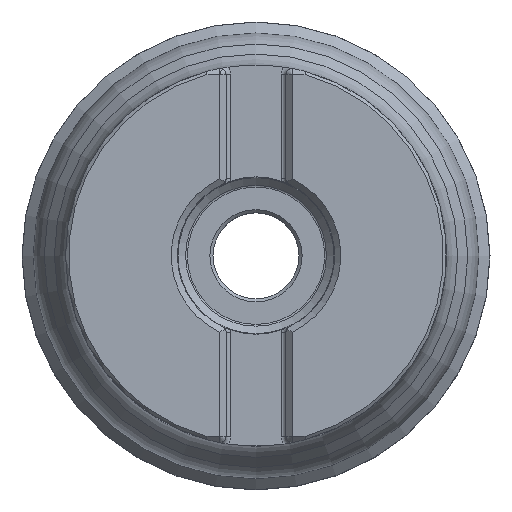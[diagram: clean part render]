
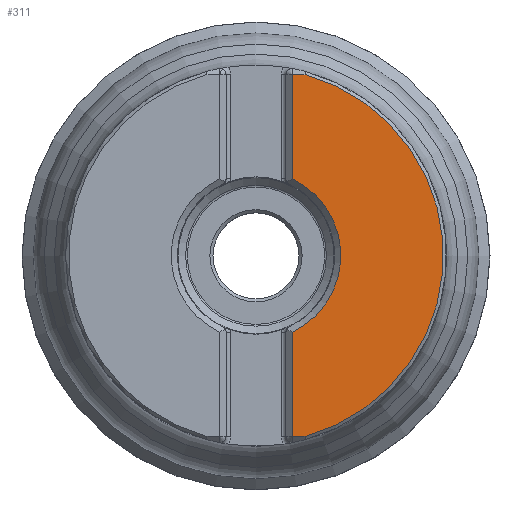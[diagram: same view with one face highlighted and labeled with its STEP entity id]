
A CAD part, top view. The second image highlights one B-rep face of the part: STEP entity #311.
In plain terms, the highlighted planar face has unit normal (0, 0, 1).
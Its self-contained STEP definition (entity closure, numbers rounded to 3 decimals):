
#62=PLANE('',#1332);
#82=FACE_OUTER_BOUND('',#525,.T.);
#168=LINE('',#2043,#220);
#169=LINE('',#2048,#221);
#170=LINE('',#2050,#222);
#171=LINE('',#2054,#223);
#220=VECTOR('',#1527,1.);
#221=VECTOR('',#1530,1.);
#222=VECTOR('',#1531,1.);
#223=VECTOR('',#1534,1.);
#311=ADVANCED_FACE('',(#82),#62,.T.);
#525=EDGE_LOOP('',(#660,#661,#662,#663,#664,#665));
#660=ORIENTED_EDGE('',*,*,#1096,.F.);
#661=ORIENTED_EDGE('',*,*,#1097,.T.);
#662=ORIENTED_EDGE('',*,*,#1098,.F.);
#663=ORIENTED_EDGE('',*,*,#1099,.F.);
#664=ORIENTED_EDGE('',*,*,#1100,.T.);
#665=ORIENTED_EDGE('',*,*,#1101,.F.);
#984=VERTEX_POINT('',#2044);
#985=VERTEX_POINT('',#2045);
#986=VERTEX_POINT('',#2047);
#987=VERTEX_POINT('',#2049);
#988=VERTEX_POINT('',#2051);
#989=VERTEX_POINT('',#2053);
#1096=EDGE_CURVE('',#984,#985,#168,.T.);
#1097=EDGE_CURVE('',#984,#986,#1250,.T.);
#1098=EDGE_CURVE('',#987,#986,#169,.T.);
#1099=EDGE_CURVE('',#988,#987,#170,.T.);
#1100=EDGE_CURVE('',#988,#989,#1251,.T.);
#1101=EDGE_CURVE('',#985,#989,#171,.T.);
#1250=CIRCLE('',#1330,30.5);
#1251=CIRCLE('',#1331,13.799);
#1330=AXIS2_PLACEMENT_3D('',#2046,#1528,#1529);
#1331=AXIS2_PLACEMENT_3D('',#2052,#1532,#1533);
#1332=AXIS2_PLACEMENT_3D('',#2055,#1535,#1536);
#1527=DIRECTION('',(-1.,0.,0.));
#1528=DIRECTION('',(0.,0.,1.));
#1529=DIRECTION('',(1.,0.,0.));
#1530=DIRECTION('',(1.,0.,0.));
#1531=DIRECTION('',(0.,1.,0.));
#1532=DIRECTION('',(0.,0.,-1.));
#1533=DIRECTION('',(-1.,0.,0.));
#1534=DIRECTION('',(0.,1.,0.));
#1535=DIRECTION('',(0.,0.,1.));
#1536=DIRECTION('',(1.,0.,0.));
#2043=CARTESIAN_POINT('',(5.872,-29.439,0.));
#2044=CARTESIAN_POINT('',(7.976,-29.439,0.));
#2045=CARTESIAN_POINT('',(5.873,-29.439,0.));
#2046=CARTESIAN_POINT('',(0.,0.,0.));
#2047=CARTESIAN_POINT('',(7.976,29.439,0.));
#2048=CARTESIAN_POINT('',(5.872,29.439,0.));
#2049=CARTESIAN_POINT('',(5.873,29.439,0.));
#2050=CARTESIAN_POINT('',(5.873,-29.439,0.));
#2051=CARTESIAN_POINT('',(5.873,12.487,0.));
#2052=CARTESIAN_POINT('',(0.,0.,0.));
#2053=CARTESIAN_POINT('',(5.873,-12.487,0.));
#2054=CARTESIAN_POINT('',(5.873,-29.439,0.));
#2055=CARTESIAN_POINT('',(31.,0.,0.));
